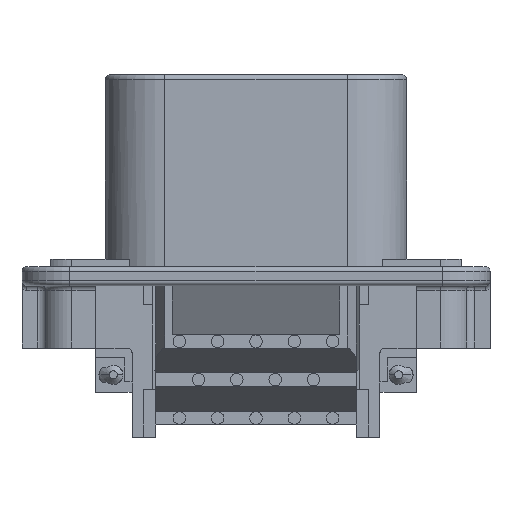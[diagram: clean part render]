
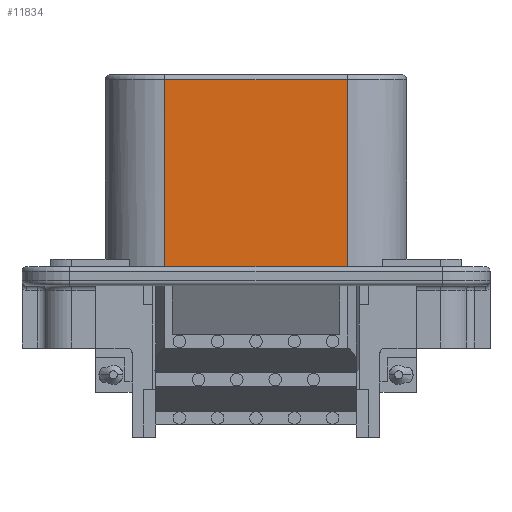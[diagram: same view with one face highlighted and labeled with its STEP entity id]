
A CAD part, front view. The second image highlights one B-rep face of the part: STEP entity #11834.
In plain terms, the highlighted planar face has unit normal (0, -1, 0).
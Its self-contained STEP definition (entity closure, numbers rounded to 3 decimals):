
#10196=VERTEX_POINT('',#10197);
#10197=CARTESIAN_POINT('',(9.5,-11.8,-20.0));
#10204=EDGE_CURVE('',#10196,#10205,#10207,.F.);
#10205=VERTEX_POINT('',#10206);
#10206=CARTESIAN_POINT('',(-9.5,-11.8,-20.0));
#10207=LINE('',#10208,#10209);
#10208=CARTESIAN_POINT('',(-9.5,-11.8,-20.0));
#10209=VECTOR('',#10210,1.0);
#10210=DIRECTION('',(1.0,0.0,0.0));
#11709=VERTEX_POINT('',#11710);
#11710=CARTESIAN_POINT('',(9.5,-11.8,-0.5));
#11734=EDGE_CURVE('',#11709,#10196,#11735,.T.);
#11735=LINE('',#11736,#11737);
#11736=CARTESIAN_POINT('',(9.5,-11.8,-0.5));
#11737=VECTOR('',#11738,1.0);
#11738=DIRECTION('',(0.,0.0,-1.0));
#11834=ADVANCED_FACE('',(#11835),#11853,.T.);
#11835=FACE_BOUND('',#11836,.T.);
#11836=EDGE_LOOP('',(#11837,#11845,#11846,#11847));
#11837=ORIENTED_EDGE('',*,*,#11838,.T.);
#11838=EDGE_CURVE('',#11839,#10205,#11841,.T.);
#11839=VERTEX_POINT('',#11840);
#11840=CARTESIAN_POINT('',(-9.5,-11.8,-0.5));
#11841=LINE('',#11842,#11843);
#11842=CARTESIAN_POINT('',(-9.5,-11.8,-0.5));
#11843=VECTOR('',#11844,1.0);
#11844=DIRECTION('',(0.,0.0,-1.0));
#11845=ORIENTED_EDGE('',*,*,#10204,.F.);
#11846=ORIENTED_EDGE('',*,*,#11734,.F.);
#11847=ORIENTED_EDGE('',*,*,#11848,.T.);
#11848=EDGE_CURVE('',#11709,#11839,#11849,.F.);
#11849=LINE('',#11850,#11851);
#11850=CARTESIAN_POINT('',(-9.5,-11.8,-0.5));
#11851=VECTOR('',#11852,1.0);
#11852=DIRECTION('',(1.0,0.0,0.0));
#11853=PLANE('',#11854);
#11854=AXIS2_PLACEMENT_3D('',#11855,#11856,#11857);
#11855=CARTESIAN_POINT('',(-9.5,-11.8,0.0));
#11856=DIRECTION('',(0.0,-1.0,0.0));
#11857=DIRECTION('',(1.0,0.0,0.0));
